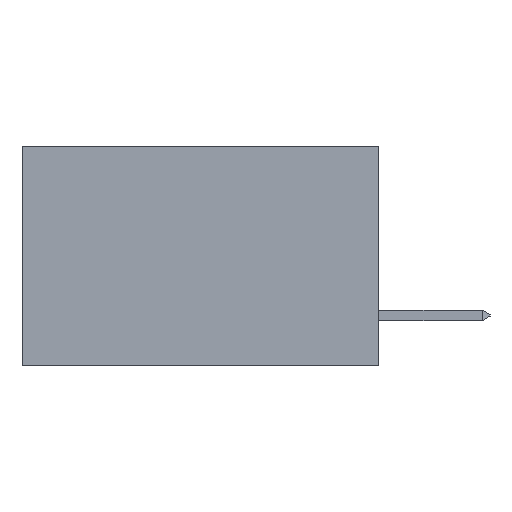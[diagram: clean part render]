
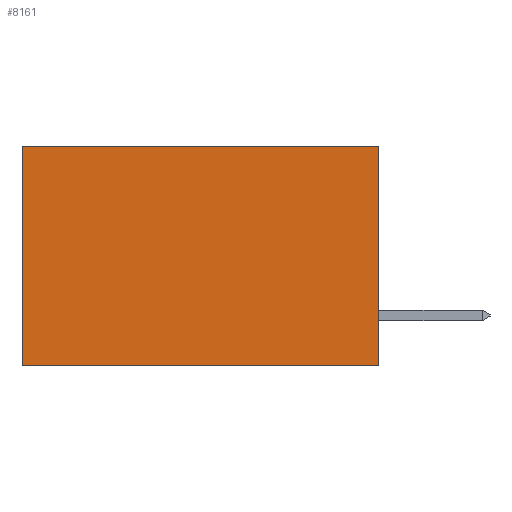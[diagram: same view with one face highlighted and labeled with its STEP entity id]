
A CAD part, left-side view. The second image highlights one B-rep face of the part: STEP entity #8161.
In plain terms, the highlighted planar face has unit normal (-1, 0, 0).
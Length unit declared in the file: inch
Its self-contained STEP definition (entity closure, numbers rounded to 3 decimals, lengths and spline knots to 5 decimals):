
#335 = CARTESIAN_POINT ( 'NONE',  ( 0.2615, 0., -0.37 ) ) ;
#840 = EDGE_CURVE ( 'NONE', #1637, #5370, #2097, .T. ) ;
#1127 = VECTOR ( 'NONE', #11030, 39.37008 ) ;
#1315 = LINE ( 'NONE', #4890, #8690 ) ;
#1438 = CARTESIAN_POINT ( 'NONE',  ( 0.2615, 0., -0.37 ) ) ;
#1637 = VERTEX_POINT ( 'NONE', #5068 ) ;
#1731 = VERTEX_POINT ( 'NONE', #5586 ) ;
#2097 = LINE ( 'NONE', #335, #9053 ) ;
#2338 = ORIENTED_EDGE ( 'NONE', *, *, #840, .F. ) ;
#2555 = DIRECTION ( 'NONE',  ( 0., 0., -1. ) ) ;
#2748 = ORIENTED_EDGE ( 'NONE', *, *, #7297, .T. ) ;
#3167 = ORIENTED_EDGE ( 'NONE', *, *, #11075, .F. ) ;
#3949 = VERTEX_POINT ( 'NONE', #9341 ) ;
#4177 = CARTESIAN_POINT ( 'NONE',  ( 0.2615, 0., 0. ) ) ;
#4314 = EDGE_LOOP ( 'NONE', ( #2748, #3167, #2338, #10189 ) ) ;
#4840 = CARTESIAN_POINT ( 'NONE',  ( 0.2615, 0.6, -0.37 ) ) ;
#4890 = CARTESIAN_POINT ( 'NONE',  ( 0.2615, 0., -0.37 ) ) ;
#4993 = DIRECTION ( 'NONE',  ( 0., 0., -1. ) ) ;
#5068 = CARTESIAN_POINT ( 'NONE',  ( 0.2615, 0., 0. ) ) ;
#5370 = VERTEX_POINT ( 'NONE', #9706 ) ;
#5586 = CARTESIAN_POINT ( 'NONE',  ( 0.2615, 0.6, -0.37 ) ) ;
#5840 = FACE_OUTER_BOUND ( 'NONE', #4314, .T. ) ;
#6231 = PLANE ( 'NONE',  #9144 ) ;
#6869 = EDGE_CURVE ( 'NONE', #1637, #3949, #11839, .T. ) ;
#7297 = EDGE_CURVE ( 'NONE', #3949, #1731, #9143, .T. ) ;
#8135 = DIRECTION ( 'NONE',  ( 1., 0., 0. ) ) ;
#8161 = ADVANCED_FACE ( 'NONE', ( #5840 ), #6231, .F. ) ;
#8690 = VECTOR ( 'NONE', #10325, 39.37008 ) ;
#9053 = VECTOR ( 'NONE', #4993, 39.37008 ) ;
#9143 = LINE ( 'NONE', #4840, #1127 ) ;
#9144 = AXIS2_PLACEMENT_3D ( 'NONE', #1438, #8135, #2555 ) ;
#9341 = CARTESIAN_POINT ( 'NONE',  ( 0.2615, 0.6, 0. ) ) ;
#9706 = CARTESIAN_POINT ( 'NONE',  ( 0.2615, 0., -0.37 ) ) ;
#9785 = VECTOR ( 'NONE', #12024, 39.37008 ) ;
#10189 = ORIENTED_EDGE ( 'NONE', *, *, #6869, .T. ) ;
#10325 = DIRECTION ( 'NONE',  ( 0., 1., 0. ) ) ;
#11030 = DIRECTION ( 'NONE',  ( 0., 0., -1. ) ) ;
#11075 = EDGE_CURVE ( 'NONE', #5370, #1731, #1315, .T. ) ;
#11839 = LINE ( 'NONE', #4177, #9785 ) ;
#12024 = DIRECTION ( 'NONE',  ( 0., 1., 0. ) ) ;
